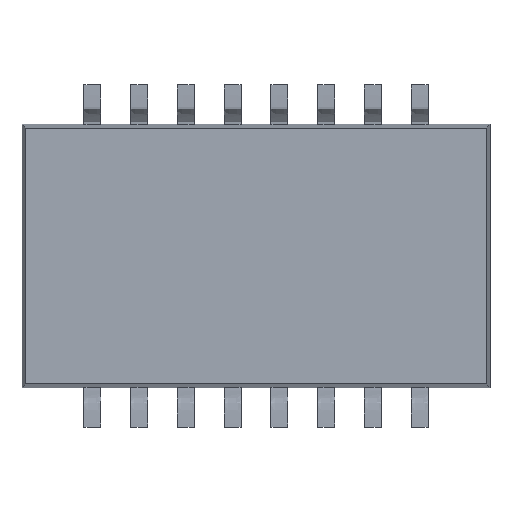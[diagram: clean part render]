
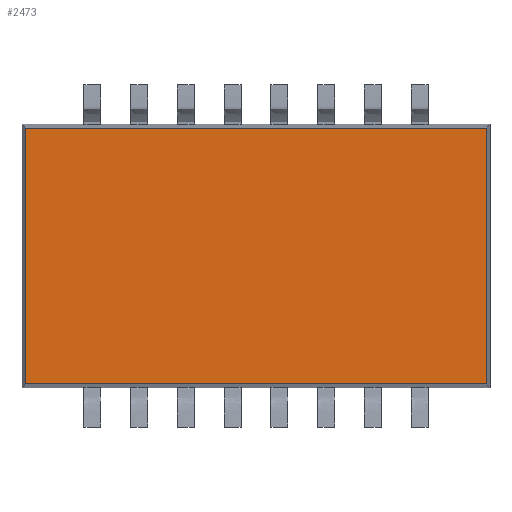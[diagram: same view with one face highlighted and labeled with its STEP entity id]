
A CAD part, front view. The second image highlights one B-rep face of the part: STEP entity #2473.
In plain terms, the highlighted planar face has unit normal (0, -1, 0).
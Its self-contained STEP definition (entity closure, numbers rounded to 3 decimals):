
#2347 = VERTEX_POINT('',#2348);
#2348 = CARTESIAN_POINT('',(-6.255,0.,3.475));
#2354 = EDGE_CURVE('',#2347,#2355,#2357,.T.);
#2355 = VERTEX_POINT('',#2356);
#2356 = CARTESIAN_POINT('',(6.255,0.,3.475));
#2357 = LINE('',#2358,#2359);
#2358 = CARTESIAN_POINT('',(-6.255,0.,3.475));
#2359 = VECTOR('',#2360,1.);
#2360 = DIRECTION('',(1.,0.,0.));
#2384 = EDGE_CURVE('',#2355,#2385,#2387,.T.);
#2385 = VERTEX_POINT('',#2386);
#2386 = CARTESIAN_POINT('',(6.255,0.,-3.475));
#2387 = LINE('',#2388,#2389);
#2388 = CARTESIAN_POINT('',(6.255,0.,3.475));
#2389 = VECTOR('',#2390,1.);
#2390 = DIRECTION('',(0.,0.,-1.));
#2473 = ADVANCED_FACE('',(#2474),#2492,.T.);
#2474 = FACE_BOUND('',#2475,.T.);
#2475 = EDGE_LOOP('',(#2476,#2477,#2478,#2486));
#2476 = ORIENTED_EDGE('',*,*,#2384,.F.);
#2477 = ORIENTED_EDGE('',*,*,#2354,.F.);
#2478 = ORIENTED_EDGE('',*,*,#2479,.F.);
#2479 = EDGE_CURVE('',#2480,#2347,#2482,.T.);
#2480 = VERTEX_POINT('',#2481);
#2481 = CARTESIAN_POINT('',(-6.255,0.,-3.475));
#2482 = LINE('',#2483,#2484);
#2483 = CARTESIAN_POINT('',(-6.255,0.,-3.475));
#2484 = VECTOR('',#2485,1.);
#2485 = DIRECTION('',(0.,0.,1.));
#2486 = ORIENTED_EDGE('',*,*,#2487,.F.);
#2487 = EDGE_CURVE('',#2385,#2480,#2488,.T.);
#2488 = LINE('',#2489,#2490);
#2489 = CARTESIAN_POINT('',(4.995,0.,-3.475));
#2490 = VECTOR('',#2491,1.);
#2491 = DIRECTION('',(-1.,0.,0.));
#2492 = PLANE('',#2493);
#2493 = AXIS2_PLACEMENT_3D('',#2494,#2495,#2496);
#2494 = CARTESIAN_POINT('',(0.,0.,0.));
#2495 = DIRECTION('',(-0.,-1.,-0.));
#2496 = DIRECTION('',(0.,0.,-1.));
